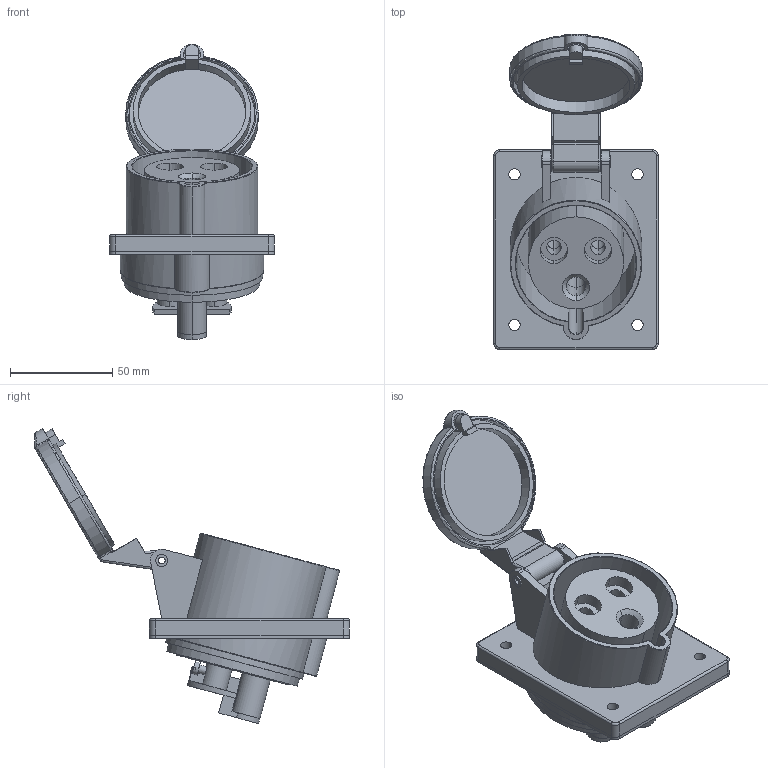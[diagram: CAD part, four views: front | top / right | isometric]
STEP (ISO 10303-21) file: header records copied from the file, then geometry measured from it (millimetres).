
FILE_DESCRIPTION (( 'STEP AP203' ), '1' );
FILE_NAME ('84232233.STEP', '2009-09-29T19:29:57', ( 'Ryan Marsh' ), ( 'Advanced Technical Services' ), 'SwSTEP 2.0', 'SolidWorks 2009', '' );
FILE_SCHEMA (( 'CONFIG_CONTROL_DESIGN' ));
Length unit declared in the file: millimetre
Products named in the file (3): 84232233-1; 84232233; 84232203-2_84232233-2
Assembly tree (2 placements, depth 2):
  84232233
    84232233-1
    84232203-2_84232233-2
Bounding box: 80.4 x 153.7 x 144.08 mm (x, y, z)
Volume: 197184.7 mm3; surface area: 86402.7 mm2
Topology: 11 solids, 11 shells, 377 faces, 933 edges, 601 vertices
Faces by surface type: plane 179, cylinder 164, torus 29, cone 2, sphere 2, bspline 1
Entity records: 12068 total; most frequent: CARTESIAN_POINT 2519, DIRECTION 2037, ORIENTED_EDGE 1866, EDGE_CURVE 933, AXIS2_PLACEMENT_3D 771, VERTEX_POINT 601, VECTOR 495, LINE 495
